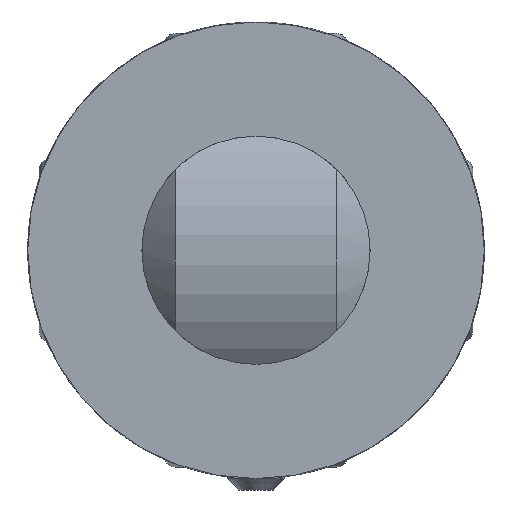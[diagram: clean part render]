
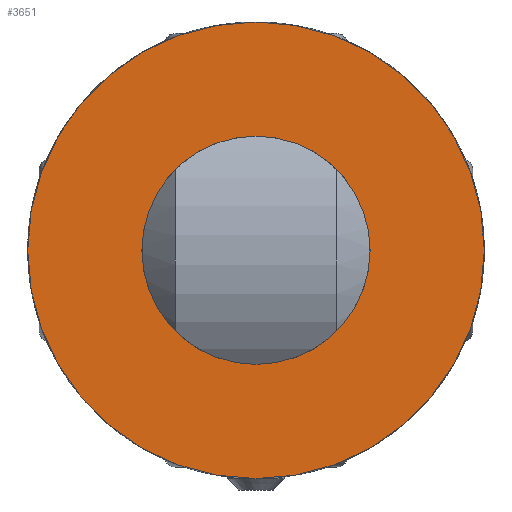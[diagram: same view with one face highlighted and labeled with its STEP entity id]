
A CAD part, left-side view. The second image highlights one B-rep face of the part: STEP entity #3651.
In plain terms, the highlighted face is planar.
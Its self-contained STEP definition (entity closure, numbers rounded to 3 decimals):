
#537=PLANE('',#4072);
#1222=VERTEX_POINT('',#6416);
#1254=VERTEX_POINT('',#6671);
#1483=CIRCLE('',#4050,0.5);
#1489=CIRCLE('',#4071,1.);
#1884=EDGE_CURVE('',#1222,#1222,#1483,.T.);
#1930=EDGE_CURVE('',#1254,#1254,#1489,.T.);
#2844=ORIENTED_EDGE('',*,*,#1884,.T.);
#2845=ORIENTED_EDGE('',*,*,#1930,.F.);
#3171=EDGE_LOOP('',(#2844));
#3172=EDGE_LOOP('',(#2845));
#3430=FACE_BOUND('',#3171,.T.);
#3431=FACE_BOUND('',#3172,.T.);
#3651=ADVANCED_FACE('',(#3430,#3431),#537,.T.);
#4050=AXIS2_PLACEMENT_3D('',#6415,#4963,#4964);
#4071=AXIS2_PLACEMENT_3D('',#6670,#5017,#5018);
#4072=AXIS2_PLACEMENT_3D('',#6672,#5019,$);
#4963=DIRECTION('',(0.,0.,-1.));
#4964=DIRECTION('',(0.5,0.,0.));
#5017=DIRECTION('',(0.,0.,-1.));
#5018=DIRECTION('',(1.,0.,0.));
#5019=DIRECTION('',(0.,0.,1.));
#6415=CARTESIAN_POINT('',(0.,0.,2.25));
#6416=CARTESIAN_POINT('',(-0.5,0.,2.25));
#6670=CARTESIAN_POINT('',(0.,0.,2.25));
#6671=CARTESIAN_POINT('',(1.,0.,2.25));
#6672=CARTESIAN_POINT('',(0.,0.,2.25));
